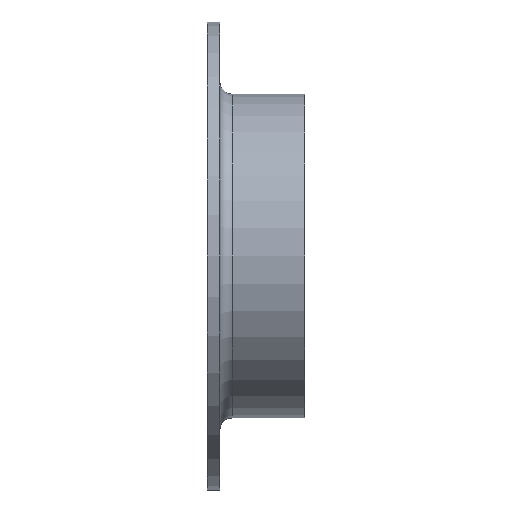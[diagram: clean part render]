
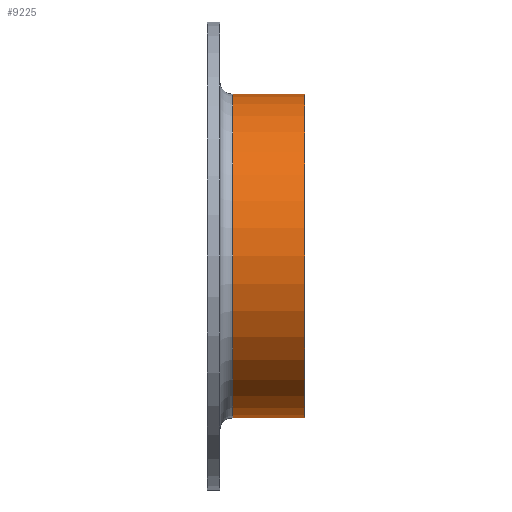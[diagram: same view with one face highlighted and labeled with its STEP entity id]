
A CAD part, front view. The second image highlights one B-rep face of the part: STEP entity #9225.
In plain terms, the highlighted cylindrical face has radius 38.05 mm (diameter 76.1 mm), a full revolution.
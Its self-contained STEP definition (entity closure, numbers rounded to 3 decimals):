
#124 = DIRECTION ( 'NONE',  ( -1., 0., 0. ) ) ;
#1076 = CARTESIAN_POINT ( 'NONE',  ( 6., 0., 0. ) ) ;
#1078 = FACE_OUTER_BOUND ( 'NONE', #12055, .T. ) ;
#2626 = AXIS2_PLACEMENT_3D ( 'NONE', #1076, #7600, #12130 ) ;
#3388 = FACE_OUTER_BOUND ( 'NONE', #6040, .T. ) ;
#5283 = EDGE_CURVE ( 'NONE', #8837, #8837, #10061, .T. ) ;
#5509 = VERTEX_POINT ( 'NONE', #14462 ) ;
#5581 = AXIS2_PLACEMENT_3D ( 'NONE', #9145, #124, #13643 ) ;
#6040 = EDGE_LOOP ( 'NONE', ( #11421 ) ) ;
#7600 = DIRECTION ( 'NONE',  ( 1., 0., 0. ) ) ;
#7891 = CYLINDRICAL_SURFACE ( 'NONE', #10426, 38.05 ) ;
#8662 = ORIENTED_EDGE ( 'NONE', *, *, #11291, .T. ) ;
#8837 = VERTEX_POINT ( 'NONE', #10014 ) ;
#9023 = CIRCLE ( 'NONE', #2626, 38.05 ) ;
#9145 = CARTESIAN_POINT ( 'NONE',  ( 23., 0., 0. ) ) ;
#9225 = ADVANCED_FACE ( 'NONE', ( #1078, #3388 ), #7891, .T. ) ;
#10014 = CARTESIAN_POINT ( 'NONE',  ( 23., 0., 38.05 ) ) ;
#10061 = CIRCLE ( 'NONE', #5581, 38.05 ) ;
#10426 = AXIS2_PLACEMENT_3D ( 'NONE', #12425, #12201, #14338 ) ;
#11291 = EDGE_CURVE ( 'NONE', #5509, #5509, #9023, .T. ) ;
#11421 = ORIENTED_EDGE ( 'NONE', *, *, #5283, .T. ) ;
#12055 = EDGE_LOOP ( 'NONE', ( #8662 ) ) ;
#12130 = DIRECTION ( 'NONE',  ( 0., 0., 1. ) ) ;
#12201 = DIRECTION ( 'NONE',  ( -1., 0., 0. ) ) ;
#12425 = CARTESIAN_POINT ( 'NONE',  ( 0., 0., 0. ) ) ;
#13643 = DIRECTION ( 'NONE',  ( 0., 0., 1. ) ) ;
#14338 = DIRECTION ( 'NONE',  ( 0., 0., 1. ) ) ;
#14462 = CARTESIAN_POINT ( 'NONE',  ( 6., 0., 38.05 ) ) ;
